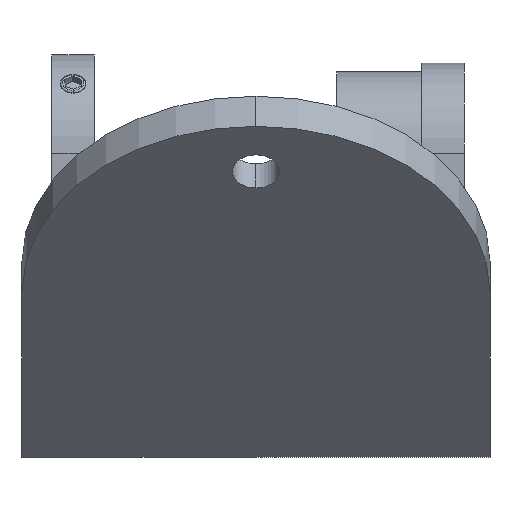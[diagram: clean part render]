
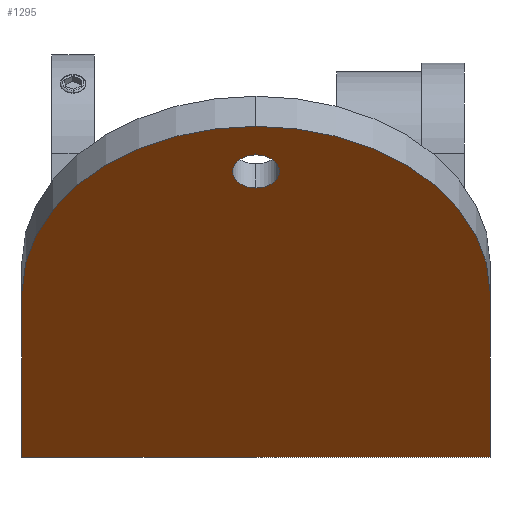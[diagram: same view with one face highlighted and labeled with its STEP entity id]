
A CAD part, left-side view. The second image highlights one B-rep face of the part: STEP entity #1295.
In plain terms, the highlighted planar face has unit normal (-0.707, 0, -0.707).
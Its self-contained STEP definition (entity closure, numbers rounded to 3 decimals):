
#2 = DIRECTION ( 'NONE',  ( 0.707, 0., 0.707 ) ) ;
#17 = CARTESIAN_POINT ( 'NONE',  ( -67.175, 0., 67.175 ) ) ;
#137 = EDGE_CURVE ( 'NONE', #876, #1633, #526, .T. ) ;
#175 = ORIENTED_EDGE ( 'NONE', *, *, #406, .F. ) ;
#177 = VERTEX_POINT ( 'NONE', #412 ) ;
#184 = CARTESIAN_POINT ( 'NONE',  ( -77.782, -55., 77.782 ) ) ;
#261 = ORIENTED_EDGE ( 'NONE', *, *, #137, .T. ) ;
#297 = CARTESIAN_POINT ( 'NONE',  ( 0., 55., 0. ) ) ;
#312 = EDGE_LOOP ( 'NONE', ( #1936, #261, #1019, #175, #1782 ) ) ;
#388 = DIRECTION ( 'NONE',  ( 0.707, 0., -0.707 ) ) ;
#392 = CARTESIAN_POINT ( 'NONE',  ( -63.286, 0., 63.286 ) ) ;
#406 = EDGE_CURVE ( 'NONE', #1959, #407, #710, .T. ) ;
#407 = VERTEX_POINT ( 'NONE', #1477 ) ;
#412 = CARTESIAN_POINT ( 'NONE',  ( 0., -55., 0. ) ) ;
#526 = CIRCLE ( 'NONE', #782, 55. ) ;
#531 = DIRECTION ( 'NONE',  ( 0.707, 0., -0.707 ) ) ;
#565 = VECTOR ( 'NONE', #1501, 1000. ) ;
#571 = AXIS2_PLACEMENT_3D ( 'NONE', #1138, #828, #531 ) ;
#683 = DIRECTION ( 'NONE',  ( 0.707, 0., -0.707 ) ) ;
#684 = CARTESIAN_POINT ( 'NONE',  ( -38.891, 0., 38.891 ) ) ;
#710 = LINE ( 'NONE', #721, #1602 ) ;
#721 = CARTESIAN_POINT ( 'NONE',  ( -77.782, 55., 77.782 ) ) ;
#751 = LINE ( 'NONE', #184, #1283 ) ;
#774 = EDGE_CURVE ( 'NONE', #1452, #1397, #920, .T. ) ;
#782 = AXIS2_PLACEMENT_3D ( 'NONE', #684, #1179, #388 ) ;
#828 = DIRECTION ( 'NONE',  ( 0.707, 0., 0.707 ) ) ;
#847 = CARTESIAN_POINT ( 'NONE',  ( -38.891, 0., 38.891 ) ) ;
#854 = CARTESIAN_POINT ( 'NONE',  ( -71.064, 0., 71.064 ) ) ;
#876 = VERTEX_POINT ( 'NONE', #1717 ) ;
#916 = ORIENTED_EDGE ( 'NONE', *, *, #1769, .T. ) ;
#920 = CIRCLE ( 'NONE', #984, 5.5 ) ;
#984 = AXIS2_PLACEMENT_3D ( 'NONE', #1548, #1120, #1691 ) ;
#1019 = ORIENTED_EDGE ( 'NONE', *, *, #1394, .T. ) ;
#1035 = DIRECTION ( 'NONE',  ( -0.707, 0., 0.707 ) ) ;
#1040 = DIRECTION ( 'NONE',  ( 0.707, 0., -0.707 ) ) ;
#1053 = AXIS2_PLACEMENT_3D ( 'NONE', #847, #1463, #683 ) ;
#1120 = DIRECTION ( 'NONE',  ( 0.707, 0., 0.707 ) ) ;
#1138 = CARTESIAN_POINT ( 'NONE',  ( -77.782, 55., 77.782 ) ) ;
#1155 = CIRCLE ( 'NONE', #1053, 55. ) ;
#1179 = DIRECTION ( 'NONE',  ( -0.707, 0., -0.707 ) ) ;
#1254 = EDGE_LOOP ( 'NONE', ( #916, #1649 ) ) ;
#1283 = VECTOR ( 'NONE', #1525, 1000. ) ;
#1295 = ADVANCED_FACE ( 'NONE', ( #1733, #1919 ), #1902, .F. ) ;
#1394 = EDGE_CURVE ( 'NONE', #1633, #407, #1155, .T. ) ;
#1397 = VERTEX_POINT ( 'NONE', #392 ) ;
#1452 = VERTEX_POINT ( 'NONE', #854 ) ;
#1463 = DIRECTION ( 'NONE',  ( -0.707, 0., -0.707 ) ) ;
#1477 = CARTESIAN_POINT ( 'NONE',  ( -38.891, 55., 38.891 ) ) ;
#1501 = DIRECTION ( 'NONE',  ( 0., -1., 0. ) ) ;
#1525 = DIRECTION ( 'NONE',  ( -0.707, 0., 0.707 ) ) ;
#1546 = EDGE_CURVE ( 'NONE', #177, #876, #751, .T. ) ;
#1548 = CARTESIAN_POINT ( 'NONE',  ( -67.175, 0., 67.175 ) ) ;
#1602 = VECTOR ( 'NONE', #1035, 1000. ) ;
#1633 = VERTEX_POINT ( 'NONE', #1945 ) ;
#1644 = EDGE_CURVE ( 'NONE', #1959, #177, #1792, .T. ) ;
#1649 = ORIENTED_EDGE ( 'NONE', *, *, #774, .T. ) ;
#1664 = AXIS2_PLACEMENT_3D ( 'NONE', #17, #2, #1040 ) ;
#1691 = DIRECTION ( 'NONE',  ( 0.707, 0., -0.707 ) ) ;
#1717 = CARTESIAN_POINT ( 'NONE',  ( -38.891, -55., 38.891 ) ) ;
#1733 = FACE_BOUND ( 'NONE', #1254, .T. ) ;
#1736 = CIRCLE ( 'NONE', #1664, 5.5 ) ;
#1745 = CARTESIAN_POINT ( 'NONE',  ( 0., 55., 0. ) ) ;
#1769 = EDGE_CURVE ( 'NONE', #1397, #1452, #1736, .T. ) ;
#1782 = ORIENTED_EDGE ( 'NONE', *, *, #1644, .T. ) ;
#1792 = LINE ( 'NONE', #1745, #565 ) ;
#1902 = PLANE ( 'NONE',  #571 ) ;
#1919 = FACE_OUTER_BOUND ( 'NONE', #312, .T. ) ;
#1936 = ORIENTED_EDGE ( 'NONE', *, *, #1546, .T. ) ;
#1945 = CARTESIAN_POINT ( 'NONE',  ( -77.782, 0., 77.782 ) ) ;
#1959 = VERTEX_POINT ( 'NONE', #297 ) ;
